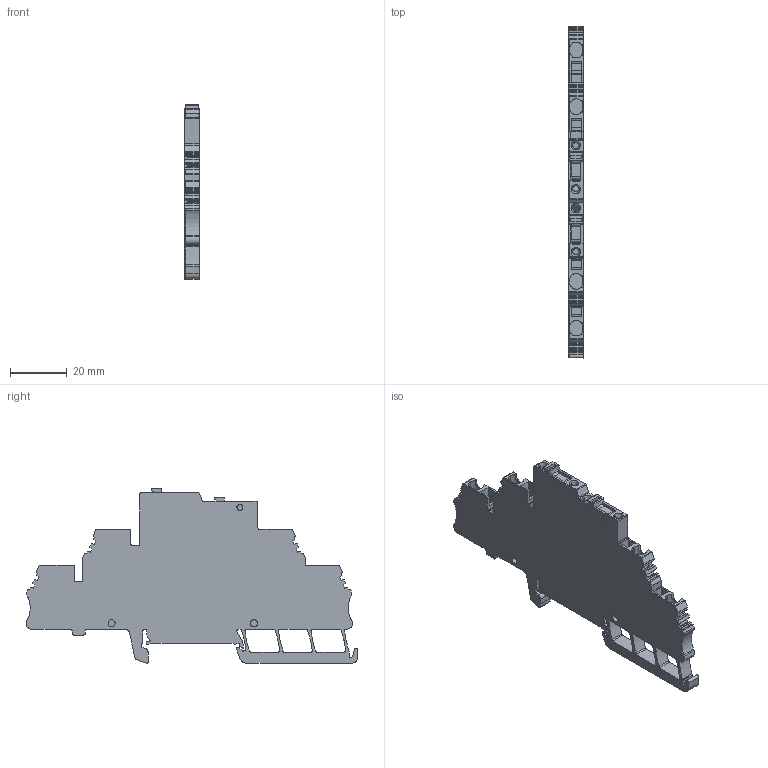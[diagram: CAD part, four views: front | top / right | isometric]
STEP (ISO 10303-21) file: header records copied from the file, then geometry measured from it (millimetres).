
FILE_DESCRIPTION(('CATIA V5 STEP Exchange','CAx-IF Rec.Pracs.--- Model Styling and Organization---1.5--- 2016-08-15','CAx-IF Rec.Pracs.---Supplemental Geometry---1.0---2011-11-01','CAx-IF Rec.Pracs.--- Composite Materials ---1.1---2010-07-15'),'2;1');
FILE_NAME ('022062-2_0', '2025-09-19T07:51:37+00:00', ('none'), ('Weidmueller'), 'CATIA Version 5-6 Release 2024 SP4', 'CATIA V5 STEP AP214 v3', 'none');
FILE_SCHEMA(('AUTOMOTIVE_DESIGN { 1 0 10303 214 1 1 1 1 }'));
Length unit declared in the file: millimetre
Products named in the file (1): 1798330000_ZDTR_2-5_BL
Bounding box: 5.1 x 116.58 x 61.36 mm (x, y, z)
Volume: 20498.3 mm3; surface area: 13084.8 mm2
Topology: 3 solids, 3 shells, 785 faces, 2243 edges, 1477 vertices
Faces by surface type: plane 384, cylinder 244, extrusion 135, cone 8, bspline 8, torus 6
Entity records: 27448 total; most frequent: CARTESIAN_POINT 8212, ORIENTED_EDGE 4478, DIRECTION 3037, EDGE_CURVE 2239, VECTOR 1625, LINE 1490, VERTEX_POINT 1475, AXIS2_PLACEMENT_3D 880
